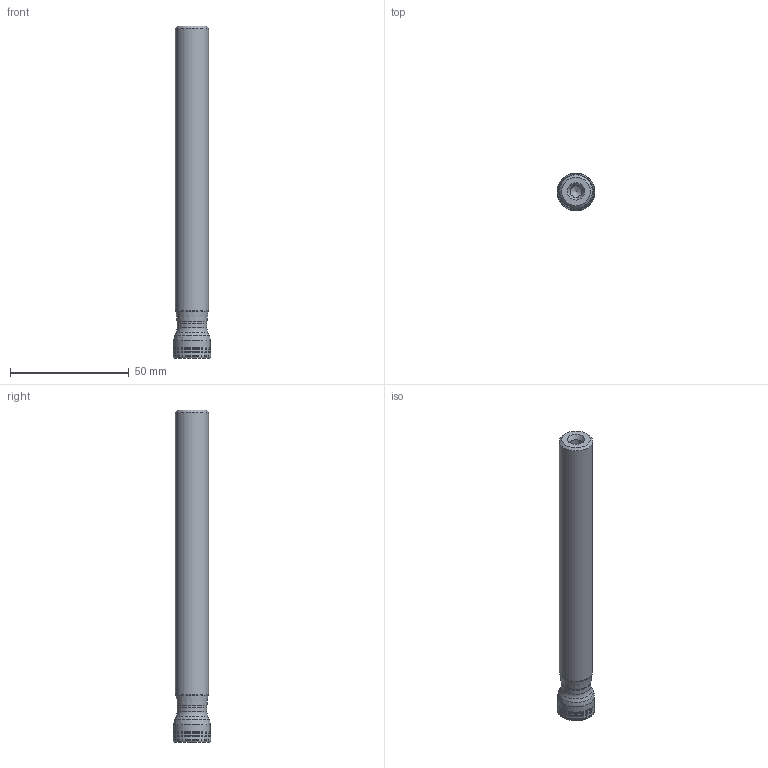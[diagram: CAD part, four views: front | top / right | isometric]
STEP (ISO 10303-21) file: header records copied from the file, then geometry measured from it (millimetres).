
FILE_DESCRIPTION(/* description */ (''),/* implementation_level */ '2;1');
FILE_NAME(/* name */ '16A2R020A14_SWN04C_C_203710564ndi000_00_SIM.stp',/* time_stamp */ '2021-11-30T09:16:27+01:00',/* author */ (''),/* organization */ (''),/* preprocessor_version */ 'ST-DEVELOPER v16.7',/* originating_system */ 'SIEMENS PLM Software NX 12.0',/* authorisation */ '');
FILE_SCHEMA (('AUTOMOTIVE_DESIGN { 1 0 10303 214 3 1 1 1 }'));
Length unit declared in the file: millimetre
Products named in the file (1): fo3413100D66dgnk
Bounding box: 15.97 x 15.97 x 140.01 mm (x, y, z)
Volume: 20136.1 mm3; surface area: 8944.7 mm2
Topology: 2 solids, 2 shells, 79 faces, 159 edges, 83 vertices
Faces by surface type: revolution 58, cone 7, torus 5, cylinder 4, plane 3, bspline 2
Full cylindrical faces by diameter (mm): 5 x1, 12.6 x1, 14 x1, 15.54 x1
Entity records: 2101 total; most frequent: CARTESIAN_POINT 725, DIRECTION 254, FACE_BOUND 156, EDGE_LOOP 156, ORIENTED_EDGE 156, AXIS2_PLACEMENT_3D 98, ADVANCED_FACE 79, VERTEX_POINT 79
